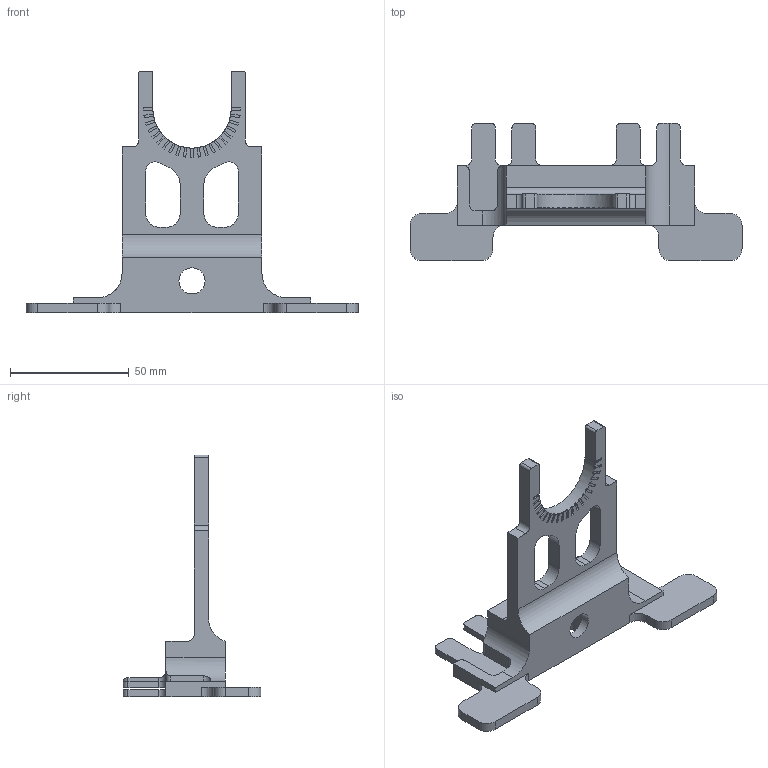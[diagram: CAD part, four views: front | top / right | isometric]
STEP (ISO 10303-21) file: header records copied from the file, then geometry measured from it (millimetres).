
FILE_DESCRIPTION(/* description */ (''),/* implementation_level */ '2;1');
FILE_NAME(/* name */ 'Base Half.step',/* time_stamp */ '2022-02-16T20:15:34-05:00',/* author */ (''),/* organization */ (''),/* preprocessor_version */ 'ST-DEVELOPER v18.1',/* originating_system */ 'Autodesk Translation Framework v10.13.0.1454',/* authorisation */ '');
FILE_SCHEMA (('AUTOMOTIVE_DESIGN { 1 0 10303 214 3 1 1 }'));
Length unit declared in the file: millimetre
Products named in the file (1): Base Half
Bounding box: 140 x 58 x 102 mm (x, y, z)
Volume: 56276.8 mm3; surface area: 23456.3 mm2
Topology: 1 solids, 1 shells, 227 faces, 664 edges, 440 vertices
Faces by surface type: plane 158, cylinder 69
Full cylindrical faces by diameter (mm): 11 x2
Entity records: 7623 total; most frequent: CARTESIAN_POINT 1379, ORIENTED_EDGE 1328, DIRECTION 1291, EDGE_CURVE 664, LINE 483, VECTOR 483, VERTEX_POINT 440, AXIS2_PLACEMENT_3D 404
